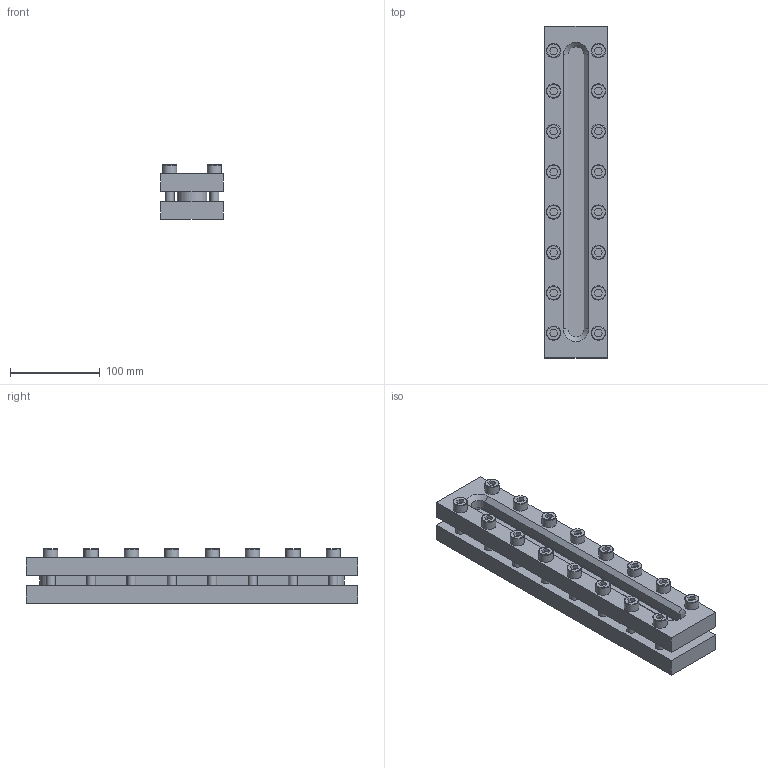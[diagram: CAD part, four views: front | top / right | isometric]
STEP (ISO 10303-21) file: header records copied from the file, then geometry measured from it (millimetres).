
FILE_DESCRIPTION(('HOOPS Exchange Step'),'2;1');
FILE_NAME('BS03_L370.stp','2025-11-27T13:05:23+01:00',('nieru'),('Unknown organisation'),'HOOPS Exchange 2024.2','HOOPS Exchange','Unknown authorisation');
FILE_SCHEMA( ('AP203_CONFIGURATION_CONTROLLED_3D_DESIGN_OF_MECHANICAL_PARTS_AND_ASSEMBLIES_MIM_LF') );
Length unit declared in the file: millimetre
Products named in the file (3): 0; root
Assembly tree (2 placements, depth 3):
  root
    0
      0
Bounding box: 70 x 370 x 61 mm (x, y, z)
Volume: 971335.9 mm3; surface area: 255853.4 mm2
Topology: 21 solids, 21 shells, 388 faces, 1033 edges, 722 vertices
Faces by surface type: plane 208, cylinder 94, cone 50, torus 36
Full cylindrical faces by diameter (mm): 8.5 x16, 10 x16, 11 x16, 16 x16
Entity records: 15475 total; most frequent: CARTESIAN_POINT 5362, DIRECTION 2157, ORIENTED_EDGE 2002, EDGE_CURVE 1001, AXIS2_PLACEMENT_3D 829, VERTEX_POINT 722, VECTOR 499, LINE 499
